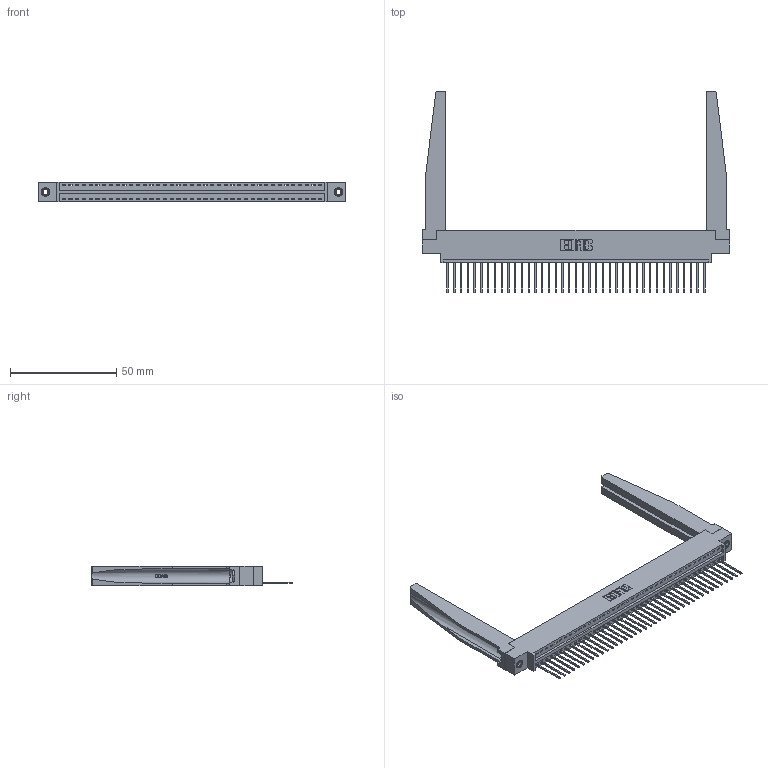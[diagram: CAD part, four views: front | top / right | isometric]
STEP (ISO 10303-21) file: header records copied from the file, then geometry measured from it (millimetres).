
FILE_DESCRIPTION (( 'STEP AP203' ), '1' );
FILE_NAME ('346-039-540-678.STEP', '2022-05-07T07:32:11', ( '' ), ( '' ), 'SwSTEP 2.0', 'SolidWorks 2020', '' );
FILE_SCHEMA (( 'CONFIG_CONTROL_DESIGN' ));
Length unit declared in the file: inch
Products named in the file (5): 345-250-001_345-250-001-102; 345-292-001_345-293-140; 346-220-078_345-220-078; 346 Part_0.170 Offset - 0.156 Dia-TH; 346-039-540-678
Assembly tree (44 placements, depth 2):
  346-039-540-678
    346 Part_0.170 Offset - 0.156 Dia-TH
    345-292-001_345-293-140  x39
    346-220-078_345-220-078  x2
    345-250-001_345-250-001-102  x2
Bounding box: 144.4 x 94.74 x 9.4 mm (x, y, z)
Volume: 20590.5 mm3; surface area: 24186.2 mm2
Topology: 44 solids, 44 shells, 2636 faces, 7849 edges, 5170 vertices
Faces by surface type: plane 1796, cylinder 788, bspline 36, cone 12, torus 4
Entity records: 29922 total; most frequent: CARTESIAN_POINT 6046, ORIENTED_EDGE 4906, DIRECTION 4321, EDGE_CURVE 2453, VECTOR 2071, LINE 2071, VERTEX_POINT 1628, AXIS2_PLACEMENT_3D 1125
